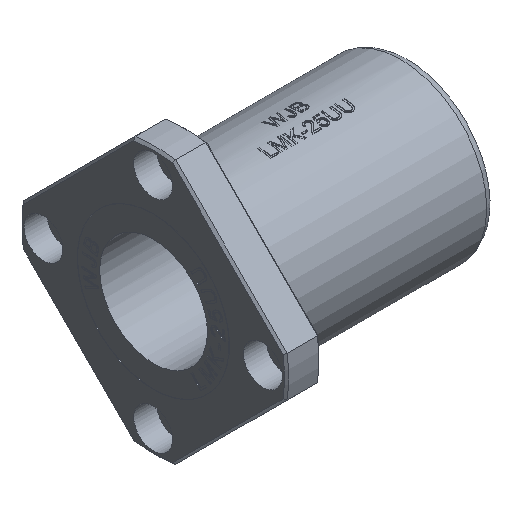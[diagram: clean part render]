
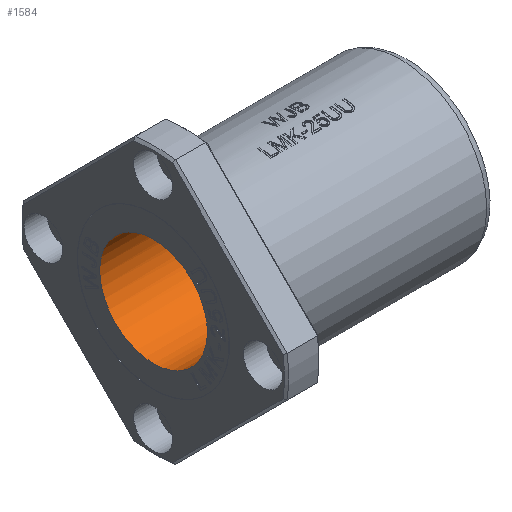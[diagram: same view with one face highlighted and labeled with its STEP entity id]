
A CAD part, isometric view. The second image highlights one B-rep face of the part: STEP entity #1584.
In plain terms, the highlighted cylindrical face has radius 12.5 mm (diameter 25 mm), a full revolution.
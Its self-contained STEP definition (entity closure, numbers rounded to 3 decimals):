
#488=FACE_BOUND('',#2320,.T.);
#489=FACE_BOUND('',#2321,.T.);
#1547=CYLINDRICAL_SURFACE('',#6695,12.5);
#1584=ADVANCED_FACE('',(#488,#489),#1547,.F.);
#2320=EDGE_LOOP('',(#3479));
#2321=EDGE_LOOP('',(#3480,#3481));
#2757=B_SPLINE_CURVE_WITH_KNOTS('',3,(#8870,#8871,#8872,#8873,#8874,#8875,
#8876,#8877,#8878,#8879),.UNSPECIFIED.,.F.,.F.,(4,2,2,2,4),(0.,0.25,0.5,
0.75,1.),.UNSPECIFIED.);
#2758=B_SPLINE_CURVE_WITH_KNOTS('',3,(#8882,#8883,#8884,#8885,#8886,#8887,
#8888,#8889,#8890,#8891),.UNSPECIFIED.,.F.,.F.,(4,2,2,2,4),(0.,0.25,0.5,
0.75,1.),.UNSPECIFIED.);
#3479=ORIENTED_EDGE('',*,*,#5732,.F.);
#3480=ORIENTED_EDGE('',*,*,#5791,.F.);
#3481=ORIENTED_EDGE('',*,*,#5790,.F.);
#5095=VERTEX_POINT('',#8639);
#5153=VERTEX_POINT('',#8880);
#5154=VERTEX_POINT('',#8881);
#5732=EDGE_CURVE('',#5095,#5095,#6598,.T.);
#5790=EDGE_CURVE('',#5153,#5154,#2757,.T.);
#5791=EDGE_CURVE('',#5154,#5153,#2758,.T.);
#6598=CIRCLE('',#6657,12.5);
#6657=AXIS2_PLACEMENT_3D('',#8638,#7047,#7048);
#6695=AXIS2_PLACEMENT_3D('',#9976,#7255,#7256);
#7047=DIRECTION('',(-1.,0.,0.));
#7048=DIRECTION('',(0.,0.,-1.));
#7255=DIRECTION('',(-1.,0.,0.));
#7256=DIRECTION('',(0.,0.,1.));
#8638=CARTESIAN_POINT('',(58.9,0.,0.));
#8639=CARTESIAN_POINT('',(58.9,0.,-12.5));
#8870=CARTESIAN_POINT('',(0.1,0.,-12.5));
#8871=CARTESIAN_POINT('',(0.1,3.316,-12.5));
#8872=CARTESIAN_POINT('',(0.1,6.495,-11.182));
#8873=CARTESIAN_POINT('',(0.1,11.183,-6.495));
#8874=CARTESIAN_POINT('',(0.1,12.5,-3.314));
#8875=CARTESIAN_POINT('',(0.1,12.5,3.314));
#8876=CARTESIAN_POINT('',(0.1,11.182,6.495));
#8877=CARTESIAN_POINT('',(0.1,6.495,11.183));
#8878=CARTESIAN_POINT('',(0.1,3.316,12.5));
#8879=CARTESIAN_POINT('',(0.1,0.,12.5));
#8880=CARTESIAN_POINT('',(0.1,0.,-12.5));
#8881=CARTESIAN_POINT('',(0.1,0.,12.5));
#8882=CARTESIAN_POINT('',(0.1,0.,12.5));
#8883=CARTESIAN_POINT('',(0.1,-3.316,12.5));
#8884=CARTESIAN_POINT('',(0.1,-6.495,11.182));
#8885=CARTESIAN_POINT('',(0.1,-11.183,6.495));
#8886=CARTESIAN_POINT('',(0.1,-12.5,3.314));
#8887=CARTESIAN_POINT('',(0.1,-12.5,-3.314));
#8888=CARTESIAN_POINT('',(0.1,-11.182,-6.495));
#8889=CARTESIAN_POINT('',(0.1,-6.495,-11.183));
#8890=CARTESIAN_POINT('',(0.1,-3.316,-12.5));
#8891=CARTESIAN_POINT('',(0.1,0.,-12.5));
#9976=CARTESIAN_POINT('',(57.9,0.,0.));
